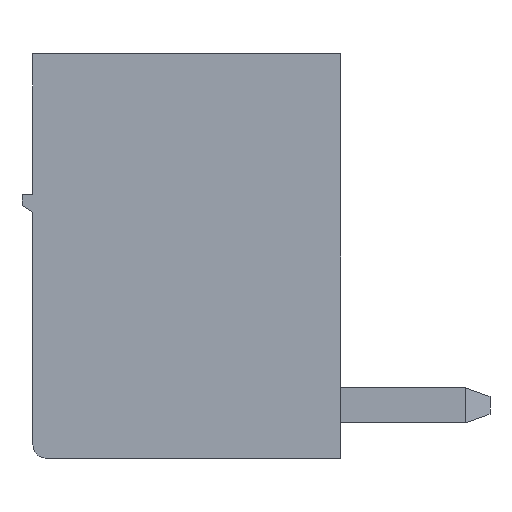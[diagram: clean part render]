
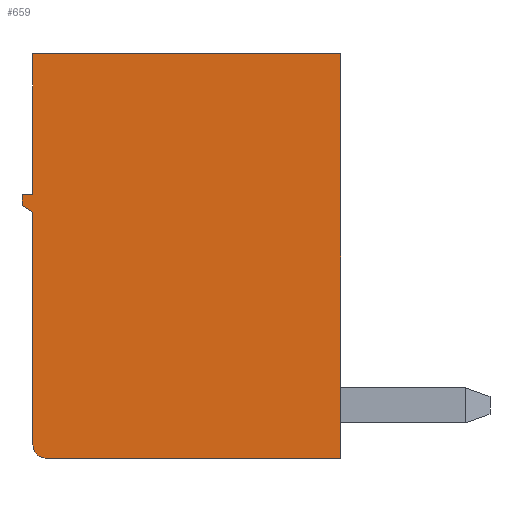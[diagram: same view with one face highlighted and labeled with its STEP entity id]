
A CAD part, left-side view. The second image highlights one B-rep face of the part: STEP entity #659.
In plain terms, the highlighted planar face has unit normal (-1, 0, 0).
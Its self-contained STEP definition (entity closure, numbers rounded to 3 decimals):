
#659 = ADVANCED_FACE( '', ( #1367 ), #1368, .F. );
#1367 = FACE_OUTER_BOUND( '', #2105, .T. );
#1368 = PLANE( '', #2106 );
#2105 = EDGE_LOOP( '', ( #4059, #4060, #4061, #4062, #4063, #4064, #4065, #4066, #4067 ) );
#2106 = AXIS2_PLACEMENT_3D( '', #4068, #4069, #4070 );
#4059 = ORIENTED_EDGE( '', *, *, #5111, .F. );
#4060 = ORIENTED_EDGE( '', *, *, #4478, .F. );
#4061 = ORIENTED_EDGE( '', *, *, #4966, .F. );
#4062 = ORIENTED_EDGE( '', *, *, #4876, .F. );
#4063 = ORIENTED_EDGE( '', *, *, #5082, .F. );
#4064 = ORIENTED_EDGE( '', *, *, #4943, .F. );
#4065 = ORIENTED_EDGE( '', *, *, #5177, .F. );
#4066 = ORIENTED_EDGE( '', *, *, #5178, .T. );
#4067 = ORIENTED_EDGE( '', *, *, #5162, .F. );
#4068 = CARTESIAN_POINT( '', ( -1006.527, -189.14, 0.933 ) );
#4069 = DIRECTION( '', ( 1., 0., 0. ) );
#4070 = DIRECTION( '', ( 0., 1., 0. ) );
#4478 = EDGE_CURVE( '', #5396, #5392, #5398, .T. );
#4876 = EDGE_CURVE( '', #6036, #6034, #6038, .T. );
#4943 = EDGE_CURVE( '', #6131, #6129, #6133, .T. );
#4966 = EDGE_CURVE( '', #6034, #5396, #6159, .T. );
#5082 = EDGE_CURVE( '', #6129, #6036, #6305, .T. );
#5111 = EDGE_CURVE( '', #5392, #6339, #6340, .T. );
#5162 = EDGE_CURVE( '', #6339, #6394, #6399, .T. );
#5177 = EDGE_CURVE( '', #6414, #6131, #6415, .T. );
#5178 = EDGE_CURVE( '', #6414, #6394, #6416, .T. );
#5392 = VERTEX_POINT( '', #6699 );
#5396 = VERTEX_POINT( '', #6705 );
#5398 = LINE( '', #6708, #6709 );
#6034 = VERTEX_POINT( '', #7645 );
#6036 = VERTEX_POINT( '', #7648 );
#6038 = LINE( '', #7651, #7652 );
#6129 = VERTEX_POINT( '', #7791 );
#6131 = VERTEX_POINT( '', #7794 );
#6133 = LINE( '', #7797, #7798 );
#6159 = LINE( '', #7838, #7839 );
#6305 = LINE( '', #8054, #8055 );
#6339 = VERTEX_POINT( '', #8107 );
#6340 = LINE( '', #8108, #8109 );
#6394 = VERTEX_POINT( '', #8186 );
#6399 = LINE( '', #8195, #8196 );
#6414 = VERTEX_POINT( '', #8217 );
#6415 = LINE( '', #8218, #8219 );
#6416 = CIRCLE( '', #8220, 0.3 );
#6699 = CARTESIAN_POINT( '', ( -1006.527, -196.14, 0.933 ) );
#6705 = CARTESIAN_POINT( '', ( -1006.527, -189.14, 0.933 ) );
#6708 = CARTESIAN_POINT( '', ( -1006.527, -196.14, 0.933 ) );
#6709 = VECTOR( '', #8377, 1000. );
#7645 = CARTESIAN_POINT( '', ( -1006.527, -189.14, -2.267 ) );
#7648 = CARTESIAN_POINT( '', ( -1006.527, -188.89, -2.267 ) );
#7651 = CARTESIAN_POINT( '', ( -1006.527, -189.14, -2.267 ) );
#7652 = VECTOR( '', #8731, 1000. );
#7791 = CARTESIAN_POINT( '', ( -1006.527, -188.89, -2.517 ) );
#7794 = CARTESIAN_POINT( '', ( -1006.527, -189.14, -2.667 ) );
#7797 = CARTESIAN_POINT( '', ( -1006.527, -188.89, -2.517 ) );
#7798 = VECTOR( '', #8782, 1000. );
#7838 = CARTESIAN_POINT( '', ( -1006.527, -189.14, 0.933 ) );
#7839 = VECTOR( '', #8797, 1000. );
#8054 = CARTESIAN_POINT( '', ( -1006.527, -188.89, -2.267 ) );
#8055 = VECTOR( '', #8873, 1000. );
#8107 = CARTESIAN_POINT( '', ( -1006.527, -196.14, -8.267 ) );
#8108 = CARTESIAN_POINT( '', ( -1006.527, -196.14, -8.267 ) );
#8109 = VECTOR( '', #8898, 1000. );
#8186 = CARTESIAN_POINT( '', ( -1006.527, -189.44, -8.267 ) );
#8195 = CARTESIAN_POINT( '', ( -1006.527, -189.44, -8.267 ) );
#8196 = VECTOR( '', #8929, 1000. );
#8217 = CARTESIAN_POINT( '', ( -1006.527, -189.14, -7.967 ) );
#8218 = CARTESIAN_POINT( '', ( -1006.527, -189.14, -2.667 ) );
#8219 = VECTOR( '', #8936, 1000. );
#8220 = AXIS2_PLACEMENT_3D( '', #8937, #8938, #8939 );
#8377 = DIRECTION( '', ( 0., -1., 0. ) );
#8731 = DIRECTION( '', ( 0., -1., 0. ) );
#8782 = DIRECTION( '', ( 0., 0.857, 0.514 ) );
#8797 = DIRECTION( '', ( 0., 0., 1. ) );
#8873 = DIRECTION( '', ( 0., 0., 1. ) );
#8898 = DIRECTION( '', ( 0., 0., -1. ) );
#8929 = DIRECTION( '', ( 0., 1., 0. ) );
#8936 = DIRECTION( '', ( 0., 0., 1. ) );
#8937 = CARTESIAN_POINT( '', ( -1006.527, -189.44, -7.967 ) );
#8938 = DIRECTION( '', ( -1., 0., 0. ) );
#8939 = DIRECTION( '', ( 0., 0., -1. ) );
